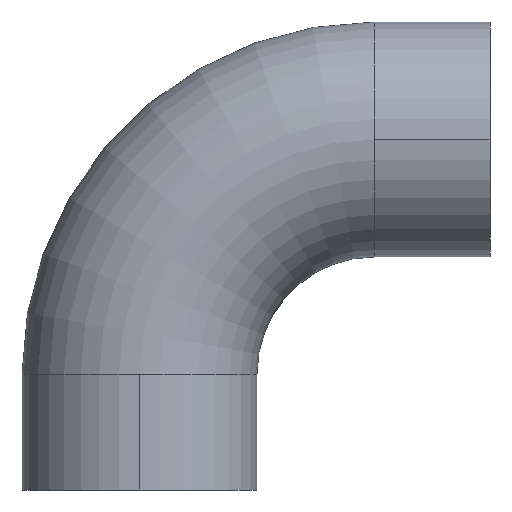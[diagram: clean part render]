
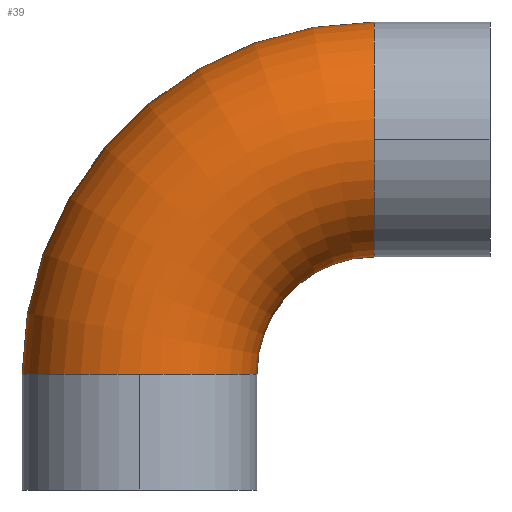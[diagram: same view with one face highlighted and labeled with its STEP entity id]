
A CAD part, left-side view. The second image highlights one B-rep face of the part: STEP entity #39.
In plain terms, the highlighted toroidal (fillet/blend) face has major radius 315 mm and minor radius 157.5 mm.
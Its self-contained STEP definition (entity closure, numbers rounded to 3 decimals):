
#39=ADVANCED_FACE('',(#85),#86,.T.);
#85=FACE_OUTER_BOUND('',#137,.T.);
#86=TOROIDAL_SURFACE('',#138,315.0,157.5);
#137=EDGE_LOOP('',(#183,#184,#185,#186,#187,#188));
#138=AXIS2_PLACEMENT_3D('',#189,#190,#191);
#183=ORIENTED_EDGE('',*,*,#312,.F.);
#184=ORIENTED_EDGE('',*,*,#313,.T.);
#185=ORIENTED_EDGE('',*,*,#314,.T.);
#186=ORIENTED_EDGE('',*,*,#315,.F.);
#187=ORIENTED_EDGE('',*,*,#316,.T.);
#188=ORIENTED_EDGE('',*,*,#317,.T.);
#189=CARTESIAN_POINT('',(0.,-315.0,155.0));
#190=DIRECTION('',(1.0,0.0,0.0));
#191=DIRECTION('',(0.0,1.0,0.0));
#312=EDGE_CURVE('',#363,#364,#365,.T.);
#313=EDGE_CURVE('',#363,#366,#367,.T.);
#314=EDGE_CURVE('',#366,#368,#369,.T.);
#315=EDGE_CURVE('',#370,#368,#371,.T.);
#316=EDGE_CURVE('',#370,#372,#373,.T.);
#317=EDGE_CURVE('',#372,#364,#374,.T.);
#363=VERTEX_POINT('',#438);
#364=VERTEX_POINT('',#439);
#365=CIRCLE('',#440,472.5);
#366=VERTEX_POINT('',#441);
#367=CIRCLE('',#442,157.5);
#368=VERTEX_POINT('',#443);
#369=CIRCLE('',#444,157.5);
#370=VERTEX_POINT('',#445);
#371=CIRCLE('',#446,157.5);
#372=VERTEX_POINT('',#447);
#373=CIRCLE('',#448,157.5);
#374=CIRCLE('',#449,157.5);
#438=CARTESIAN_POINT('',(0.,157.5,155.0));
#439=CARTESIAN_POINT('',(0.,-315.0,627.5));
#440=AXIS2_PLACEMENT_3D('',#520,#521,#522);
#441=CARTESIAN_POINT('',(-157.5,0.,155.0));
#442=AXIS2_PLACEMENT_3D('',#523,#524,#525);
#443=CARTESIAN_POINT('',(0.,-157.5,155.0));
#444=AXIS2_PLACEMENT_3D('',#526,#527,#528);
#445=CARTESIAN_POINT('',(0.,-315.0,312.5));
#446=AXIS2_PLACEMENT_3D('',#529,#530,#531);
#447=CARTESIAN_POINT('',(-157.5,-315.0,470.0));
#448=AXIS2_PLACEMENT_3D('',#532,#533,#534);
#449=AXIS2_PLACEMENT_3D('',#535,#536,#537);
#520=CARTESIAN_POINT('',(0.,-315.0,155.0));
#521=DIRECTION('',(1.0,0.0,0.0));
#522=DIRECTION('',(0.0,0.0,-1.0));
#523=CARTESIAN_POINT('',(0.0,0.0,155.0));
#524=DIRECTION('',(0.0,0.0,1.0));
#525=DIRECTION('',(1.0,0.0,0.0));
#526=CARTESIAN_POINT('',(0.0,0.0,155.0));
#527=DIRECTION('',(0.0,0.0,1.0));
#528=DIRECTION('',(1.0,0.0,0.0));
#529=CARTESIAN_POINT('',(0.,-315.0,155.0));
#530=DIRECTION('',(-1.0,-0.0,-0.0));
#531=DIRECTION('',(0.0,0.0,-1.0));
#532=CARTESIAN_POINT('',(0.,-315.0,470.0));
#533=DIRECTION('',(0.0,1.0,0.));
#534=DIRECTION('',(0.,0.,1.0));
#535=CARTESIAN_POINT('',(0.,-315.0,470.0));
#536=DIRECTION('',(0.0,1.0,0.));
#537=DIRECTION('',(0.,0.,1.0));
